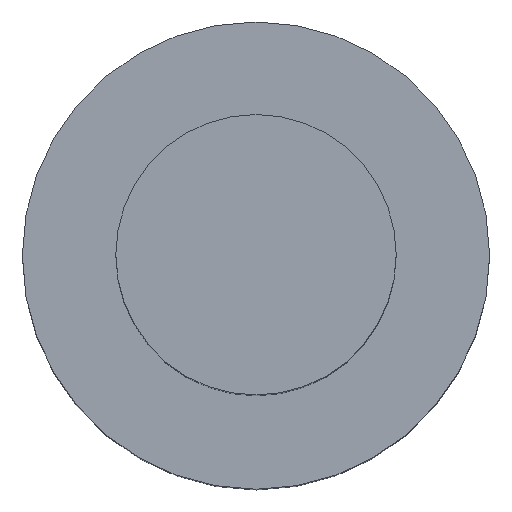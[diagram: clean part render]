
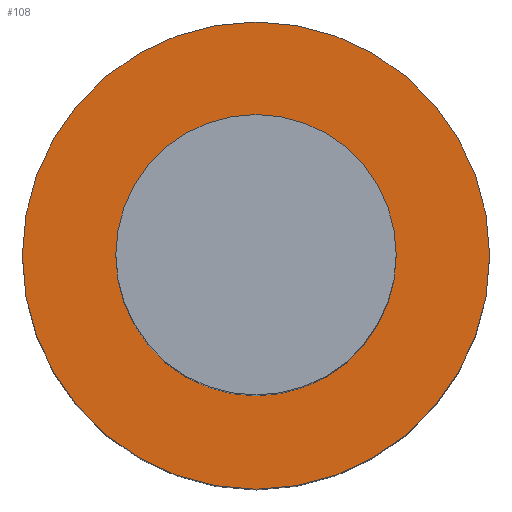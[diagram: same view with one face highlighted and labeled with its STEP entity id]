
A CAD part, top view. The second image highlights one B-rep face of the part: STEP entity #108.
In plain terms, the highlighted planar face has unit normal (0, 0, 1).
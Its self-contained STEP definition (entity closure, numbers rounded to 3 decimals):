
#15=FACE_BOUND('',#38,.T.);
#19=CIRCLE('',#133,5.);
#20=CIRCLE('',#134,3.);
#29=FACE_OUTER_BOUND('',#37,.T.);
#37=EDGE_LOOP('',(#86));
#38=EDGE_LOOP('',(#87));
#60=VERTEX_POINT('',#192);
#61=VERTEX_POINT('',#194);
#70=EDGE_CURVE('',#60,#60,#19,.T.);
#71=EDGE_CURVE('',#61,#61,#20,.T.);
#86=ORIENTED_EDGE('',*,*,#70,.T.);
#87=ORIENTED_EDGE('',*,*,#71,.F.);
#102=PLANE('',#132);
#108=ADVANCED_FACE('',(#29,#15),#102,.T.);
#132=AXIS2_PLACEMENT_3D('',#191,#157,#158);
#133=AXIS2_PLACEMENT_3D('',#193,#159,#160);
#134=AXIS2_PLACEMENT_3D('',#195,#161,#162);
#157=DIRECTION('center_axis',(0.,0.,1.));
#158=DIRECTION('ref_axis',(1.,0.,0.));
#159=DIRECTION('center_axis',(0.,0.,1.));
#160=DIRECTION('ref_axis',(1.,0.,0.));
#161=DIRECTION('center_axis',(0.,0.,1.));
#162=DIRECTION('ref_axis',(1.,0.,0.));
#191=CARTESIAN_POINT('Origin',(0.,0.,0.));
#192=CARTESIAN_POINT('',(-5.,0.,0.));
#193=CARTESIAN_POINT('Origin',(0.,0.,0.));
#194=CARTESIAN_POINT('',(-3.,0.,0.));
#195=CARTESIAN_POINT('Origin',(0.,0.,0.));
